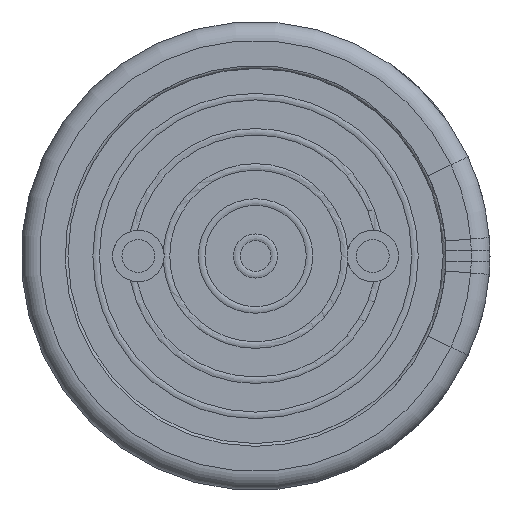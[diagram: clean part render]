
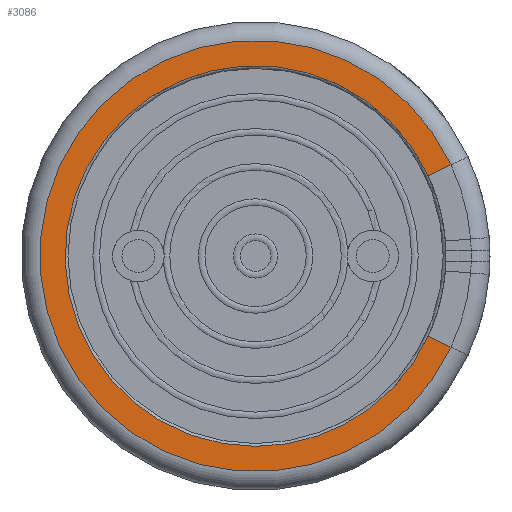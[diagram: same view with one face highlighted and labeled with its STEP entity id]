
A CAD part, front view. The second image highlights one B-rep face of the part: STEP entity #3086.
In plain terms, the highlighted planar face has unit normal (0, -1, 0).
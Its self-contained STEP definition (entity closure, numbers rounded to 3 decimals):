
#198=PLANE('',#3383);
#290=FACE_OUTER_BOUND('',#432,.T.);
#432=EDGE_LOOP('',(#2573,#2574,#2575,#2576,#2577));
#570=LINE('',#5455,#723);
#575=LINE('',#5480,#728);
#723=VECTOR('',#3921,10.);
#728=VECTOR('',#3946,10.);
#941=CIRCLE('',#3379,2.3);
#944=CIRCLE('',#3384,2.03);
#945=CIRCLE('',#3385,2.03);
#1248=VERTEX_POINT('',#5384);
#1251=VERTEX_POINT('',#5390);
#1270=VERTEX_POINT('',#5452);
#1277=VERTEX_POINT('',#5468);
#1317=VERTEX_POINT('',#5657);
#1691=EDGE_CURVE('',#1251,#1270,#570,.T.);
#1705=EDGE_CURVE('',#1277,#1248,#575,.T.);
#1756=EDGE_CURVE('',#1277,#1270,#941,.T.);
#1759=EDGE_CURVE('',#1317,#1248,#944,.T.);
#1760=EDGE_CURVE('',#1251,#1317,#945,.T.);
#2573=ORIENTED_EDGE('',*,*,#1705,.T.);
#2574=ORIENTED_EDGE('',*,*,#1759,.F.);
#2575=ORIENTED_EDGE('',*,*,#1760,.F.);
#2576=ORIENTED_EDGE('',*,*,#1691,.T.);
#2577=ORIENTED_EDGE('',*,*,#1756,.F.);
#3086=ADVANCED_FACE('',(#290),#198,.F.);
#3379=AXIS2_PLACEMENT_3D('',#5652,#4053,#4054);
#3383=AXIS2_PLACEMENT_3D('',#5656,#4061,#4062);
#3384=AXIS2_PLACEMENT_3D('',#5658,#4063,#4064);
#3385=AXIS2_PLACEMENT_3D('',#5659,#4065,#4066);
#3921=DIRECTION('',(0.906,0.,0.423));
#3946=DIRECTION('',(-0.906,0.,0.423));
#4053=DIRECTION('center_axis',(0.,1.,0.));
#4054=DIRECTION('ref_axis',(1.,0.,0.));
#4061=DIRECTION('center_axis',(0.,1.,0.));
#4062=DIRECTION('ref_axis',(0.,0.,1.));
#4063=DIRECTION('center_axis',(0.,-1.,0.));
#4064=DIRECTION('ref_axis',(-1.,0.,0.));
#4065=DIRECTION('center_axis',(0.,-1.,0.));
#4066=DIRECTION('ref_axis',(-1.,0.,0.));
#5384=CARTESIAN_POINT('',(1.84,0.,-0.858));
#5390=CARTESIAN_POINT('',(1.84,0.,0.858));
#5452=CARTESIAN_POINT('',(2.085,0.,0.972));
#5455=CARTESIAN_POINT('',(1.026,0.,0.479));
#5468=CARTESIAN_POINT('',(2.085,0.,-0.972));
#5480=CARTESIAN_POINT('',(1.026,0.,-0.479));
#5652=CARTESIAN_POINT('Origin',(0.,0.,0.));
#5656=CARTESIAN_POINT('Origin',(0.,0.,0.));
#5657=CARTESIAN_POINT('',(0.,0.,-2.03));
#5658=CARTESIAN_POINT('Origin',(0.,0.,0.));
#5659=CARTESIAN_POINT('Origin',(0.,0.,0.));
